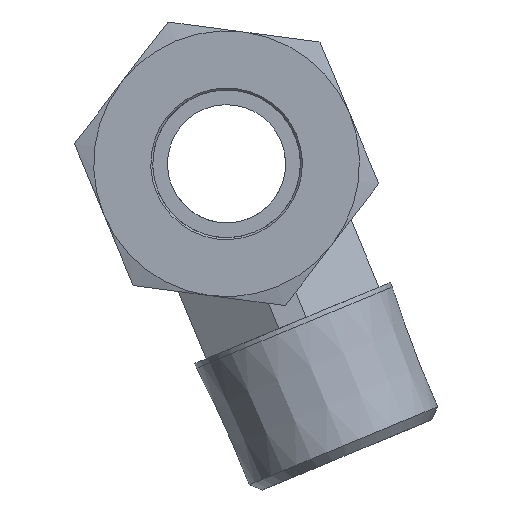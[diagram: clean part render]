
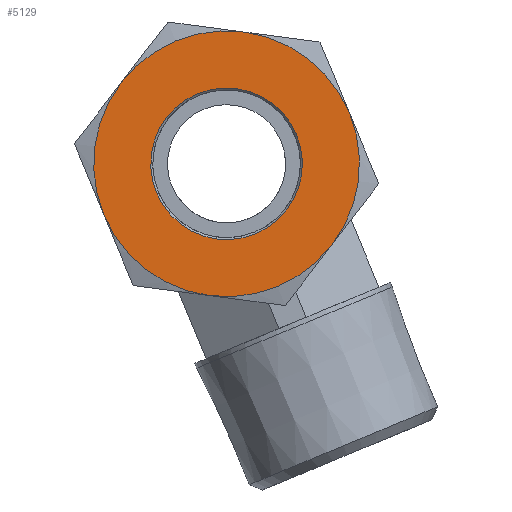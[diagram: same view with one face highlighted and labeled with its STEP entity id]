
A CAD part, front view. The second image highlights one B-rep face of the part: STEP entity #5129.
In plain terms, the highlighted face is planar.
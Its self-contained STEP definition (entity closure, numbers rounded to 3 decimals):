
#5033=CARTESIAN_POINT('',(7.7,0.,17.0));
#5034=VERTEX_POINT('',#5033);
#5035=CARTESIAN_POINT('',(0.0,0.0,17.0));
#5036=DIRECTION('',(0.0,0.0,1.0));
#5037=DIRECTION('',(-1.0,0.0,0.0));
#5038=AXIS2_PLACEMENT_3D('',#5035,#5036,#5037);
#5039=CIRCLE('',#5038,7.7);
#5040=EDGE_CURVE('',#5034,#5034,#5039,.T.);
#5065=CARTESIAN_POINT('',(0.,0.0,17.0));
#5066=DIRECTION('',(0.0,0.0,1.0));
#5067=DIRECTION('',(1.0,0.0,0.0));
#5068=AXIS2_PLACEMENT_3D('',#5065,#5066,#5067);
#5069=PLANE('',#5068);
#5070=CARTESIAN_POINT('',(-6.75,-11.691,17.0));
#5071=VERTEX_POINT('',#5070);
#5072=CARTESIAN_POINT('',(6.75,-11.691,17.0));
#5073=VERTEX_POINT('',#5072);
#5074=CARTESIAN_POINT('',(0.0,0.0,17.0));
#5075=DIRECTION('',(0.0,0.0,1.0));
#5076=DIRECTION('',(-0.5,-0.866,0.0));
#5077=AXIS2_PLACEMENT_3D('',#5074,#5075,#5076);
#5078=CIRCLE('',#5077,13.5);
#5079=EDGE_CURVE('',#5071,#5073,#5078,.T.);
#5080=ORIENTED_EDGE('',*,*,#5079,.T.);
#5081=CARTESIAN_POINT('',(13.5,0.,17.0));
#5082=VERTEX_POINT('',#5081);
#5083=CARTESIAN_POINT('',(0.0,0.0,17.0));
#5084=DIRECTION('',(0.0,0.0,1.0));
#5085=DIRECTION('',(-0.5,-0.866,0.0));
#5086=AXIS2_PLACEMENT_3D('',#5083,#5084,#5085);
#5087=CIRCLE('',#5086,13.5);
#5088=EDGE_CURVE('',#5073,#5082,#5087,.T.);
#5089=ORIENTED_EDGE('',*,*,#5088,.T.);
#5090=CARTESIAN_POINT('',(6.75,11.691,17.0));
#5091=VERTEX_POINT('',#5090);
#5092=CARTESIAN_POINT('',(0.0,0.0,17.0));
#5093=DIRECTION('',(0.0,0.0,1.0));
#5094=DIRECTION('',(-0.5,-0.866,0.0));
#5095=AXIS2_PLACEMENT_3D('',#5092,#5093,#5094);
#5096=CIRCLE('',#5095,13.5);
#5097=EDGE_CURVE('',#5082,#5091,#5096,.T.);
#5098=ORIENTED_EDGE('',*,*,#5097,.T.);
#5099=CARTESIAN_POINT('',(-6.75,11.691,17.0));
#5100=VERTEX_POINT('',#5099);
#5101=CARTESIAN_POINT('',(0.0,0.0,17.0));
#5102=DIRECTION('',(0.0,0.0,1.0));
#5103=DIRECTION('',(-0.5,-0.866,0.0));
#5104=AXIS2_PLACEMENT_3D('',#5101,#5102,#5103);
#5105=CIRCLE('',#5104,13.5);
#5106=EDGE_CURVE('',#5091,#5100,#5105,.T.);
#5107=ORIENTED_EDGE('',*,*,#5106,.T.);
#5108=CARTESIAN_POINT('',(-13.5,0.0,17.0));
#5109=VERTEX_POINT('',#5108);
#5110=CARTESIAN_POINT('',(0.0,0.0,17.0));
#5111=DIRECTION('',(0.0,0.0,1.0));
#5112=DIRECTION('',(-0.5,-0.866,0.0));
#5113=AXIS2_PLACEMENT_3D('',#5110,#5111,#5112);
#5114=CIRCLE('',#5113,13.5);
#5115=EDGE_CURVE('',#5100,#5109,#5114,.T.);
#5116=ORIENTED_EDGE('',*,*,#5115,.T.);
#5117=CARTESIAN_POINT('',(0.0,0.0,17.0));
#5118=DIRECTION('',(0.0,0.0,1.0));
#5119=DIRECTION('',(-0.5,-0.866,0.0));
#5120=AXIS2_PLACEMENT_3D('',#5117,#5118,#5119);
#5121=CIRCLE('',#5120,13.5);
#5122=EDGE_CURVE('',#5109,#5071,#5121,.T.);
#5123=ORIENTED_EDGE('',*,*,#5122,.T.);
#5124=EDGE_LOOP('',(#5080,#5089,#5098,#5107,#5116,#5123));
#5125=FACE_OUTER_BOUND('',#5124,.T.);
#5126=ORIENTED_EDGE('',*,*,#5040,.F.);
#5127=EDGE_LOOP('',(#5126));
#5128=FACE_BOUND('',#5127,.T.);
#5129=ADVANCED_FACE('',(#5125,#5128),#5069,.T.);
